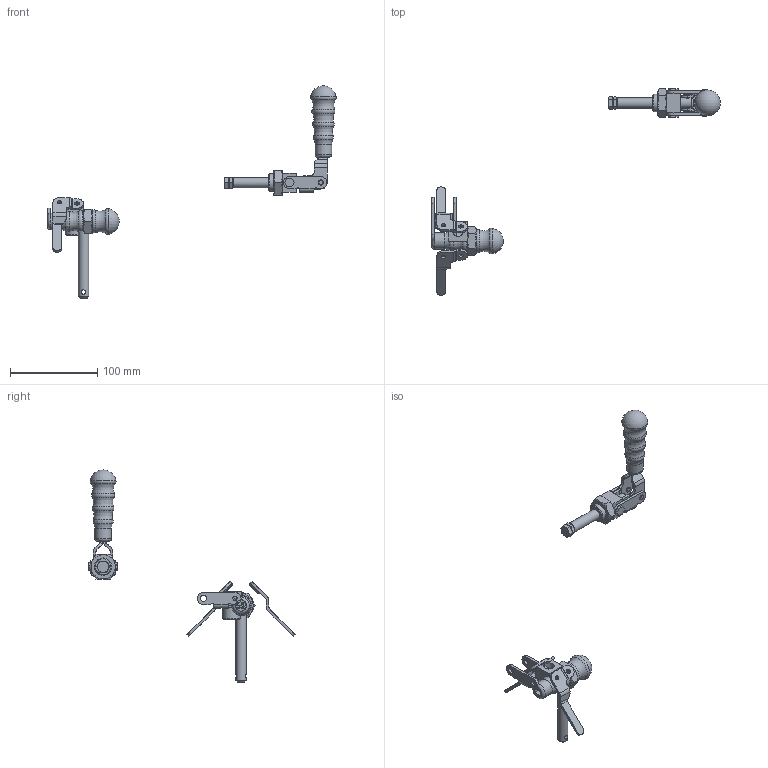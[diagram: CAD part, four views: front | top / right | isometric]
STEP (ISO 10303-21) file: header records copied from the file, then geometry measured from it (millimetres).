
FILE_DESCRIPTION( ( 'Unknown' ), '1' );
FILE_NAME( '350_UPINKA.stp', 'Unknown', ( 'Unknown' ), ( 'Unknown' ), 'PSStep 14.0', 'Unknown', ' ' );
FILE_SCHEMA( ( 'AUTOMOTIVE_DESIGN { 1 0 10303 214 1 1 1 1 }' ) );
Length unit declared in the file: millimetre
Products named in the file (15): Assem1; 350001_TELO; 350002_PIST; 350007_SROUB D7-M5; 350007_SROUB D7-M5-oa0; 720508_NYT 5x8; 720508_NYT 5x8-oa1; 720620_NYT 5x20; 800078_SROUB M8x25-CSN ISO 4017; 800012_MATICE M20x1,5; 940002_RUKOJET 10x6; 800005_MATICE M8_DIN4398; 350005_OVLADACI PAKA L; 350004_OVLADACI PAKA P; 350003_TAHLO
Bounding box: 331.2 x 236.84 x 243.59 mm (x, y, z)
Volume: 131553.1 mm3; surface area: 69283.9 mm2
Topology: 28 solids, 28 shells, 684 faces, 1558 edges, 960 vertices
Faces by surface type: plane 240, cylinder 204, cone 150, torus 66, bspline 22, sphere 2
Full cylindrical faces by diameter (mm): 4.134 x4, 5 x24, 6 x16, 6.647 x6, 7 x4, 7.2 x4, 8 x34, 11.63 x2, 12 x4, 18 x2, 18.376 x12, 18.996 x2, 20 x2
Entity records: 11836 total; most frequent: CARTESIAN_POINT 2014, DIRECTION 1492, ORIENTED_EDGE 1172, AXIS2_PLACEMENT_3D 626, EDGE_CURVE 586, EDGE_LOOP 550, VERTEX_POINT 453, FACE_OUTER_BOUND 434
